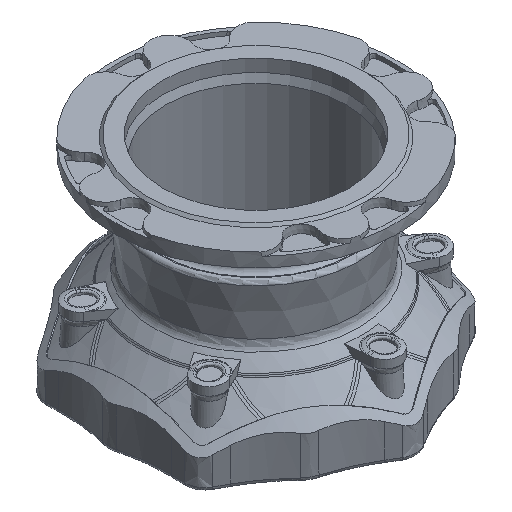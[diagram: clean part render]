
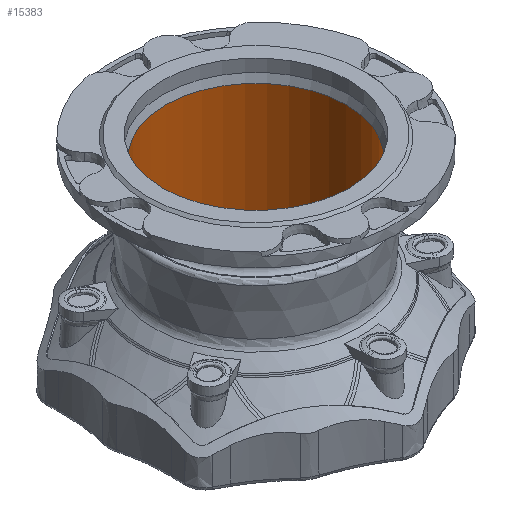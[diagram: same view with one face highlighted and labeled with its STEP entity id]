
A CAD part, isometric view. The second image highlights one B-rep face of the part: STEP entity #15383.
In plain terms, the highlighted cylindrical face has radius 110 mm (diameter 220 mm), a full revolution.
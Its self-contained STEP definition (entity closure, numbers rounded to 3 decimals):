
#3196 = FACE_OUTER_BOUND ( 'NONE', #14875, .T. ) ;
#3197 = FACE_OUTER_BOUND ( 'NONE', #14854, .T. ) ;
#3206 = CYLINDRICAL_SURFACE ( 'NONE', #6569, 110. ) ;
#6569 = AXIS2_PLACEMENT_3D ( 'NONE', #26014, #26015, #26013 ) ;
#13132 = AXIS2_PLACEMENT_3D ( 'NONE', #22610, #22611, #22612 ) ;
#13138 = AXIS2_PLACEMENT_3D ( 'NONE', #22683, #22684, #22685 ) ;
#14388 = ORIENTED_EDGE ( 'NONE', *, *, #26942, .T. ) ;
#14389 = ORIENTED_EDGE ( 'NONE', *, *, #26962, .F. ) ;
#14854 = EDGE_LOOP ( 'NONE', ( #14389 ) ) ;
#14875 = EDGE_LOOP ( 'NONE', ( #14388 ) ) ;
#15383 = ADVANCED_FACE ( 'NONE', ( #3196, #3197 ), #3206, .F. ) ;
#21967 = CIRCLE ( 'NONE', #13132, 110. ) ;
#21992 = CIRCLE ( 'NONE', #13138, 110. ) ;
#22031 = VERTEX_POINT ( 'NONE', #22880 ) ;
#22032 = VERTEX_POINT ( 'NONE', #22881 ) ;
#22610 = CARTESIAN_POINT ( 'NONE',  ( 0., 0., 41.828 ) ) ;
#22611 = DIRECTION ( 'NONE',  ( 0., 0., 1. ) ) ;
#22612 = DIRECTION ( 'NONE',  ( 1., 0., 0. ) ) ;
#22683 = CARTESIAN_POINT ( 'NONE',  ( 0., 0., -134.335 ) ) ;
#22684 = DIRECTION ( 'NONE',  ( 0., 0., 1. ) ) ;
#22685 = DIRECTION ( 'NONE',  ( 1., 0., 0. ) ) ;
#22880 = CARTESIAN_POINT ( 'NONE',  ( 110., 0., 41.828 ) ) ;
#22881 = CARTESIAN_POINT ( 'NONE',  ( 110., 0., -134.335 ) ) ;
#26013 = DIRECTION ( 'NONE',  ( 1., 0., 0. ) ) ;
#26014 = CARTESIAN_POINT ( 'NONE',  ( 0., 0., 0. ) ) ;
#26015 = DIRECTION ( 'NONE',  ( 0., 0., 1. ) ) ;
#26942 = EDGE_CURVE ( 'NONE', #22031, #22031, #21967, .T. ) ;
#26962 = EDGE_CURVE ( 'NONE', #22032, #22032, #21992, .T. ) ;
